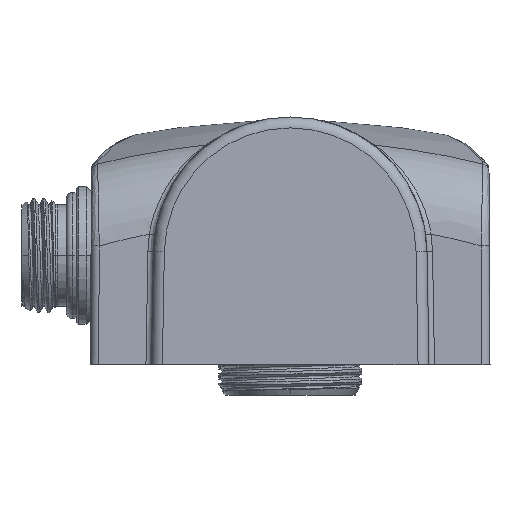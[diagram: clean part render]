
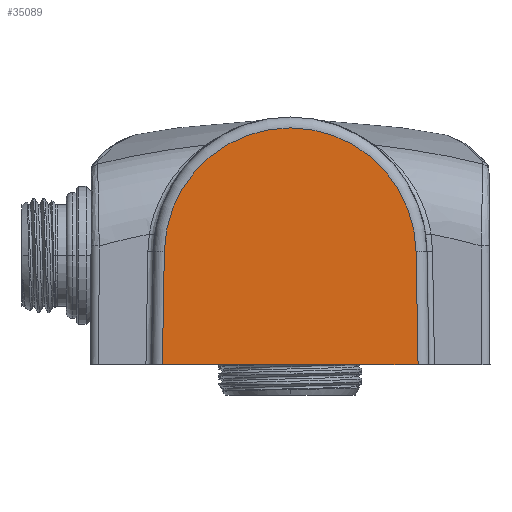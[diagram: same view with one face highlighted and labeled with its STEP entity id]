
A CAD part, left-side view. The second image highlights one B-rep face of the part: STEP entity #35089.
In plain terms, the highlighted planar face has unit normal (-1, 0, 0.005).
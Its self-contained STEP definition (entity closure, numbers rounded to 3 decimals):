
#2343=CARTESIAN_POINT('',(-69.5,23.358,
-20.));
#3307=DIRECTION('',(-0.005,-0.017,-1.));
#3308=VECTOR('',#3307,20.715);
#3309=CARTESIAN_POINT('',(-69.392,-22.996,
0.712));
#3310=LINE('',#3309,#3308);
#3311=DIRECTION('',(0.,1.,0.));
#3312=VECTOR('',#3311,46.716);
#3313=CARTESIAN_POINT('',(-69.5,-23.358,
-20.));
#3314=LINE('',#3313,#3312);
#3315=DIRECTION('',(0.005,-0.017,1.));
#3316=VECTOR('',#3315,20.715);
#3317=CARTESIAN_POINT('',(-69.5,23.358,
-20.));
#3318=LINE('',#3317,#3316);
#3319=CARTESIAN_POINT('',(-69.394,0.,
0.311));
#3320=DIRECTION('',(1.,0.,-0.005));
#3321=DIRECTION('',(0.,1.,0.017));
#3322=AXIS2_PLACEMENT_3D('',#3319,#3320,#3321);
#29157=VERTEX_POINT('',#2343);
#29158=CARTESIAN_POINT('',(-69.5,-23.358,
-20.));
#29159=VERTEX_POINT('',#29158);
#29281=CARTESIAN_POINT('',(-69.392,-22.996,
0.712));
#29282=VERTEX_POINT('',#29281);
#29283=CARTESIAN_POINT('',(-69.392,22.997,
0.712));
#29284=VERTEX_POINT('',#29283);
#35076=CARTESIAN_POINT('',(-69.5,26.558,-20.));
#35077=DIRECTION('',(1.,0.,-0.005));
#35078=DIRECTION('',(0.,1.,0.));
#35079=AXIS2_PLACEMENT_3D('',#35076,#35077,#35078);
#35080=PLANE('',#35079);
#35081=ORIENTED_EDGE('',*,*,#35068,.T.);
#35082=ORIENTED_EDGE('',*,*,#34510,.T.);
#35084=ORIENTED_EDGE('',*,*,#35083,.T.);
#35086=ORIENTED_EDGE('',*,*,#35085,.T.);
#35087=EDGE_LOOP('',(#35081,#35082,#35084,#35086));
#35088=FACE_OUTER_BOUND('',#35087,.F.);
#35089=ADVANCED_FACE('',(#35088),#35080,.F.);
#3323=CIRCLE('',#3322,23.);
#34510=EDGE_CURVE('',#29159,#29157,#3314,.T.);
#35068=EDGE_CURVE('',#29282,#29159,#3310,.T.);
#35083=EDGE_CURVE('',#29157,#29284,#3318,.T.);
#35085=EDGE_CURVE('',#29284,#29282,#3323,.T.);
